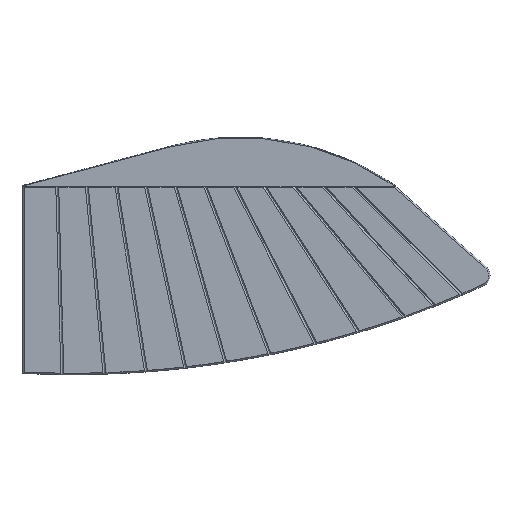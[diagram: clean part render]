
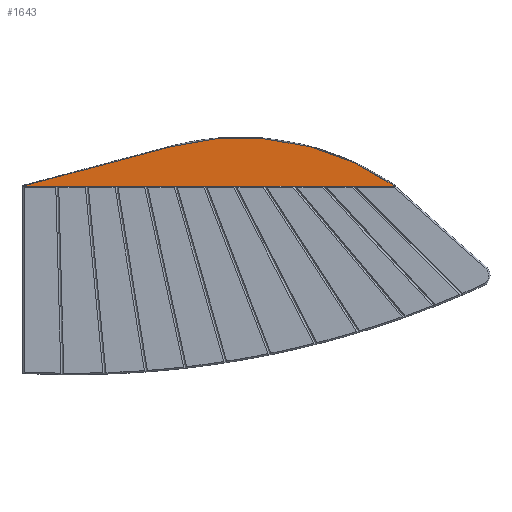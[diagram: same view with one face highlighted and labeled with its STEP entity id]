
A CAD part, top view. The second image highlights one B-rep face of the part: STEP entity #1643.
In plain terms, the highlighted planar face has unit normal (0, 0, 1).
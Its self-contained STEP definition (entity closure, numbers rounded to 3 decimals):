
#201=LINE('',#2958,#331);
#202=LINE('',#2961,#332);
#331=VECTOR('',#2286,10.);
#332=VECTOR('',#2289,10.);
#431=PLANE('',#1845);
#530=FACE_OUTER_BOUND('',#632,.T.);
#632=EDGE_LOOP('',(#1503,#1504,#1505));
#699=CIRCLE('',#1846,275.082);
#849=VERTEX_POINT('',#2956);
#850=VERTEX_POINT('',#2957);
#851=VERTEX_POINT('',#2959);
#1072=EDGE_CURVE('',#849,#850,#201,.T.);
#1073=EDGE_CURVE('',#850,#851,#699,.T.);
#1074=EDGE_CURVE('',#851,#849,#202,.T.);
#1503=ORIENTED_EDGE('',*,*,#1072,.T.);
#1504=ORIENTED_EDGE('',*,*,#1073,.T.);
#1505=ORIENTED_EDGE('',*,*,#1074,.T.);
#1643=ADVANCED_FACE('',(#530),#431,.T.);
#1845=AXIS2_PLACEMENT_3D('',#2955,#2284,#2285);
#1846=AXIS2_PLACEMENT_3D('',#2960,#2287,#2288);
#2284=DIRECTION('center_axis',(0.,0.,1.));
#2285=DIRECTION('ref_axis',(1.,0.,0.));
#2286=DIRECTION('',(1.,0.,0.));
#2287=DIRECTION('center_axis',(0.,0.,1.));
#2288=DIRECTION('ref_axis',(0.571,0.821,0.));
#2289=DIRECTION('',(-0.966,-0.258,0.));
#2955=CARTESIAN_POINT('Origin',(189.,24.644,3.75));
#2956=CARTESIAN_POINT('',(0.,0.,3.75));
#2957=CARTESIAN_POINT('',(378.,0.,3.75));
#2958=CARTESIAN_POINT('',(0.,0.,3.75));
#2959=CARTESIAN_POINT('',(150.,40.,3.75));
#2960=CARTESIAN_POINT('Origin',(220.878,-225.794,3.75));
#2961=CARTESIAN_POINT('',(0.,0.,3.75));
